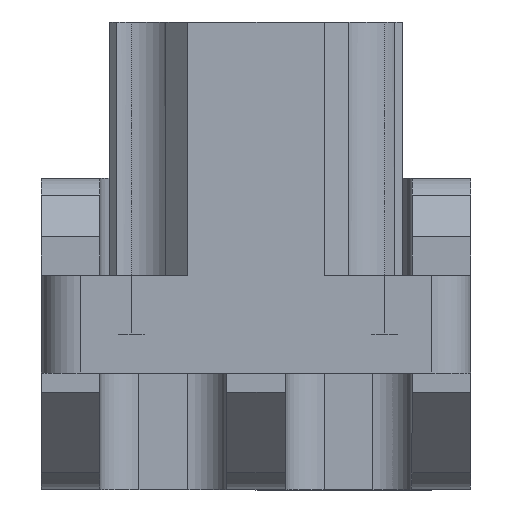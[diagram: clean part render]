
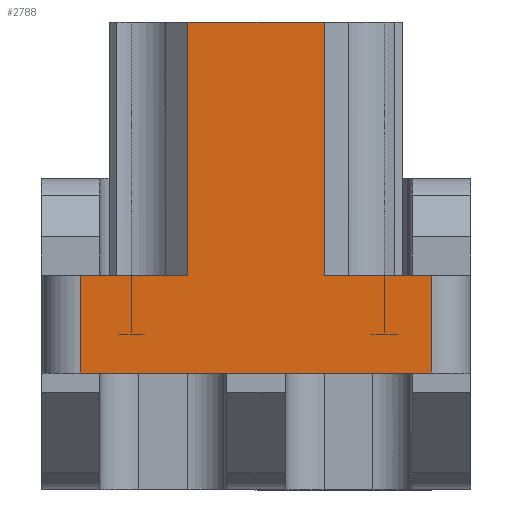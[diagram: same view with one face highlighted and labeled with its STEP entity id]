
A CAD part, left-side view. The second image highlights one B-rep face of the part: STEP entity #2788.
In plain terms, the highlighted planar face has unit normal (-1, 0, 0).
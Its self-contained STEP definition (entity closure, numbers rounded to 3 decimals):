
#54 = EDGE_CURVE ( 'NONE', #909, #5506, #656, .T. ) ;
#139 = VERTEX_POINT ( 'NONE', #1631 ) ;
#295 = EDGE_CURVE ( 'NONE', #4227, #909, #5159, .T. ) ;
#304 = CARTESIAN_POINT ( 'NONE',  ( -43., 14.5, -4. ) ) ;
#439 = AXIS2_PLACEMENT_3D ( 'NONE', #3218, #3668, #4792 ) ;
#544 = DIRECTION ( 'NONE',  ( 0., -1., 0. ) ) ;
#568 = CARTESIAN_POINT ( 'NONE',  ( -43., 22., -9. ) ) ;
#578 = ORIENTED_EDGE ( 'NONE', *, *, #295, .T. ) ;
#618 = VERTEX_POINT ( 'NONE', #2238 ) ;
#655 = EDGE_LOOP ( 'NONE', ( #578, #5224, #2834, #1000, #4794, #3979, #5693, #4916 ) ) ;
#656 = LINE ( 'NONE', #5070, #7070 ) ;
#690 = CARTESIAN_POINT ( 'NONE',  ( -43., 2., -4. ) ) ;
#713 = CARTESIAN_POINT ( 'NONE',  ( -43., 7.5, 9. ) ) ;
#909 = VERTEX_POINT ( 'NONE', #6225 ) ;
#915 = VERTEX_POINT ( 'NONE', #690 ) ;
#952 = EDGE_CURVE ( 'NONE', #618, #139, #6954, .T. ) ;
#1000 = ORIENTED_EDGE ( 'NONE', *, *, #1733, .T. ) ;
#1500 = VERTEX_POINT ( 'NONE', #5318 ) ;
#1631 = CARTESIAN_POINT ( 'NONE',  ( -43., 7.5, 9. ) ) ;
#1655 = CARTESIAN_POINT ( 'NONE',  ( -43., 20., -9. ) ) ;
#1733 = EDGE_CURVE ( 'NONE', #6990, #915, #7007, .T. ) ;
#1817 = DIRECTION ( 'NONE',  ( 0., 0., 1. ) ) ;
#1851 = VECTOR ( 'NONE', #1817, 1000. ) ;
#2015 = CARTESIAN_POINT ( 'NONE',  ( -43., 2., -9. ) ) ;
#2045 = VECTOR ( 'NONE', #2648, 1000. ) ;
#2214 = CARTESIAN_POINT ( 'NONE',  ( -43., 22., 9. ) ) ;
#2238 = CARTESIAN_POINT ( 'NONE',  ( -43., 7.5, -4. ) ) ;
#2291 = DIRECTION ( 'NONE',  ( 0., 0., -1. ) ) ;
#2648 = DIRECTION ( 'NONE',  ( 0., 1., 0. ) ) ;
#2788 = ADVANCED_FACE ( 'NONE', ( #3494 ), #6540, .F. ) ;
#2790 = VECTOR ( 'NONE', #2291, 1000. ) ;
#2834 = ORIENTED_EDGE ( 'NONE', *, *, #3403, .T. ) ;
#3218 = CARTESIAN_POINT ( 'NONE',  ( -43., 22., 9. ) ) ;
#3403 = EDGE_CURVE ( 'NONE', #5506, #6990, #4675, .T. ) ;
#3418 = DIRECTION ( 'NONE',  ( 0., -1., 0. ) ) ;
#3440 = EDGE_CURVE ( 'NONE', #1500, #4227, #3477, .T. ) ;
#3477 = LINE ( 'NONE', #6202, #2790 ) ;
#3494 = FACE_OUTER_BOUND ( 'NONE', #655, .T. ) ;
#3563 = VECTOR ( 'NONE', #3418, 1000. ) ;
#3668 = DIRECTION ( 'NONE',  ( 1., 0., 0. ) ) ;
#3926 = DIRECTION ( 'NONE',  ( 0., 0., -1. ) ) ;
#3979 = ORIENTED_EDGE ( 'NONE', *, *, #952, .T. ) ;
#4227 = VERTEX_POINT ( 'NONE', #304 ) ;
#4543 = EDGE_CURVE ( 'NONE', #618, #915, #5027, .T. ) ;
#4565 = VECTOR ( 'NONE', #6035, 1000. ) ;
#4675 = LINE ( 'NONE', #568, #5822 ) ;
#4792 = DIRECTION ( 'NONE',  ( 0., 0., -1. ) ) ;
#4794 = ORIENTED_EDGE ( 'NONE', *, *, #4543, .F. ) ;
#4916 = ORIENTED_EDGE ( 'NONE', *, *, #3440, .T. ) ;
#5027 = LINE ( 'NONE', #6735, #3563 ) ;
#5070 = CARTESIAN_POINT ( 'NONE',  ( -43., 20., 9. ) ) ;
#5159 = LINE ( 'NONE', #5971, #2045 ) ;
#5224 = ORIENTED_EDGE ( 'NONE', *, *, #54, .T. ) ;
#5318 = CARTESIAN_POINT ( 'NONE',  ( -43., 14.5, 9. ) ) ;
#5506 = VERTEX_POINT ( 'NONE', #1655 ) ;
#5597 = LINE ( 'NONE', #2214, #4565 ) ;
#5693 = ORIENTED_EDGE ( 'NONE', *, *, #5945, .F. ) ;
#5822 = VECTOR ( 'NONE', #544, 1000. ) ;
#5945 = EDGE_CURVE ( 'NONE', #1500, #139, #5597, .T. ) ;
#5971 = CARTESIAN_POINT ( 'NONE',  ( -43., 18.5, -4. ) ) ;
#6035 = DIRECTION ( 'NONE',  ( 0., -1., 0. ) ) ;
#6202 = CARTESIAN_POINT ( 'NONE',  ( -43., 14.5, 9. ) ) ;
#6225 = CARTESIAN_POINT ( 'NONE',  ( -43., 20., -4. ) ) ;
#6422 = DIRECTION ( 'NONE',  ( 0., 0., 1. ) ) ;
#6540 = PLANE ( 'NONE',  #439 ) ;
#6735 = CARTESIAN_POINT ( 'NONE',  ( -43., 3.5, -4. ) ) ;
#6843 = VECTOR ( 'NONE', #6422, 1000. ) ;
#6950 = CARTESIAN_POINT ( 'NONE',  ( -43., 2., -4. ) ) ;
#6954 = LINE ( 'NONE', #713, #1851 ) ;
#6990 = VERTEX_POINT ( 'NONE', #2015 ) ;
#7007 = LINE ( 'NONE', #6950, #6843 ) ;
#7070 = VECTOR ( 'NONE', #3926, 1000. ) ;
